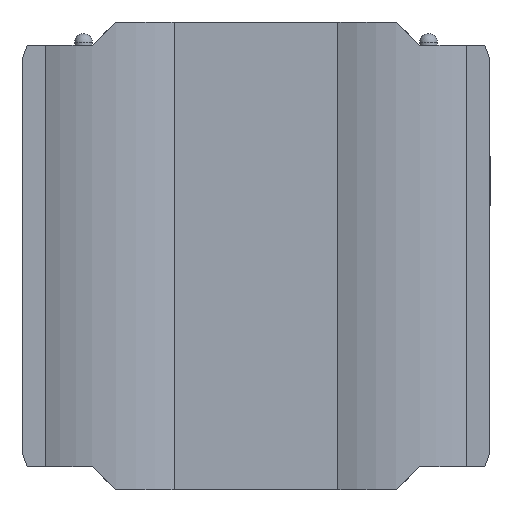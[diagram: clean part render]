
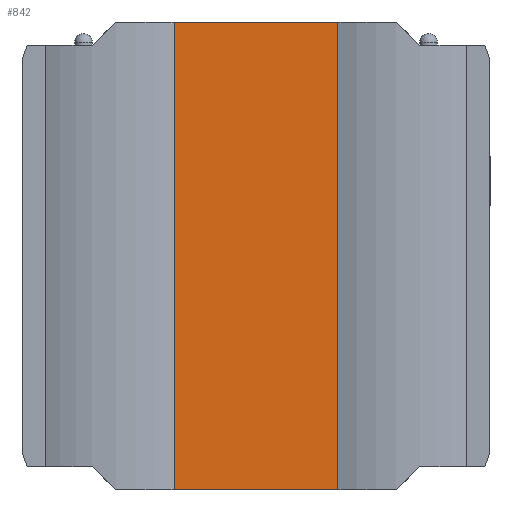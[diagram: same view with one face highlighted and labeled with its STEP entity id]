
A CAD part, front view. The second image highlights one B-rep face of the part: STEP entity #842.
In plain terms, the highlighted planar face has unit normal (0, -1, 0).
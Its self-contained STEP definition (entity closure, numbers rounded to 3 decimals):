
#59 = ORIENTED_EDGE ( 'NONE', *, *, #2975, .F. ) ;
#98 = AXIS2_PLACEMENT_3D ( 'NONE', #953, #450, #2066 ) ;
#151 = LINE ( 'NONE', #963, #195 ) ;
#195 = VECTOR ( 'NONE', #3444, 1000. ) ;
#329 = LINE ( 'NONE', #1206, #2171 ) ;
#450 = DIRECTION ( 'NONE',  ( 0., 1., 0. ) ) ;
#555 = DIRECTION ( 'NONE',  ( 1., 0., 0. ) ) ;
#563 = CARTESIAN_POINT ( 'NONE',  ( 0., 0.125, -2. ) ) ;
#620 = EDGE_CURVE ( 'NONE', #2906, #1016, #329, .T. ) ;
#806 = CARTESIAN_POINT ( 'NONE',  ( -0.7, 0.125, 2. ) ) ;
#842 = ADVANCED_FACE ( 'NONE', ( #3199 ), #3494, .F. ) ;
#879 = EDGE_LOOP ( 'NONE', ( #59, #3511, #2495, #2778 ) ) ;
#953 = CARTESIAN_POINT ( 'NONE',  ( 0., 0.125, 0. ) ) ;
#963 = CARTESIAN_POINT ( 'NONE',  ( -0.7, 0.125, 2.103 ) ) ;
#1016 = VERTEX_POINT ( 'NONE', #1617 ) ;
#1151 = EDGE_CURVE ( 'NONE', #3492, #2604, #151, .T. ) ;
#1206 = CARTESIAN_POINT ( 'NONE',  ( 0.7, 0.125, 2.103 ) ) ;
#1434 = VECTOR ( 'NONE', #2217, 1000. ) ;
#1467 = DIRECTION ( 'NONE',  ( 0., 0., 1. ) ) ;
#1617 = CARTESIAN_POINT ( 'NONE',  ( 0.7, 0.125, 2. ) ) ;
#1849 = VECTOR ( 'NONE', #555, 1000. ) ;
#1953 = EDGE_CURVE ( 'NONE', #3492, #1016, #3435, .T. ) ;
#2066 = DIRECTION ( 'NONE',  ( -1., 0., 0. ) ) ;
#2171 = VECTOR ( 'NONE', #1467, 1000. ) ;
#2217 = DIRECTION ( 'NONE',  ( -1., 0., 0. ) ) ;
#2495 = ORIENTED_EDGE ( 'NONE', *, *, #1953, .F. ) ;
#2604 = VERTEX_POINT ( 'NONE', #3431 ) ;
#2690 = CARTESIAN_POINT ( 'NONE',  ( 0.7, 0.125, -2. ) ) ;
#2778 = ORIENTED_EDGE ( 'NONE', *, *, #1151, .T. ) ;
#2889 = LINE ( 'NONE', #563, #1434 ) ;
#2906 = VERTEX_POINT ( 'NONE', #2690 ) ;
#2975 = EDGE_CURVE ( 'NONE', #2906, #2604, #2889, .T. ) ;
#3199 = FACE_OUTER_BOUND ( 'NONE', #879, .T. ) ;
#3288 = CARTESIAN_POINT ( 'NONE',  ( 0., 0.125, 2. ) ) ;
#3431 = CARTESIAN_POINT ( 'NONE',  ( -0.7, 0.125, -2. ) ) ;
#3435 = LINE ( 'NONE', #3288, #1849 ) ;
#3444 = DIRECTION ( 'NONE',  ( 0., 0., -1. ) ) ;
#3492 = VERTEX_POINT ( 'NONE', #806 ) ;
#3494 = PLANE ( 'NONE',  #98 ) ;
#3511 = ORIENTED_EDGE ( 'NONE', *, *, #620, .T. ) ;
